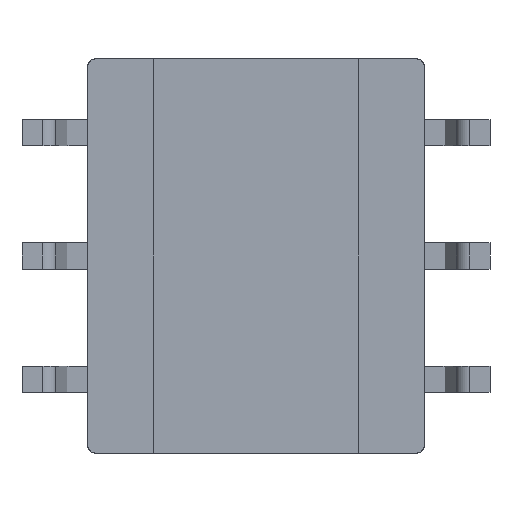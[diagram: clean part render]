
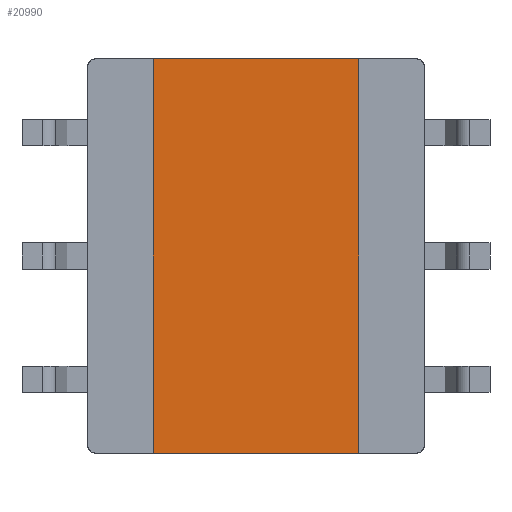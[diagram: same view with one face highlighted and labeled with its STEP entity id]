
A CAD part, front view. The second image highlights one B-rep face of the part: STEP entity #20990.
In plain terms, the highlighted free-form (B-spline) face has degree [1, 1] with [2, 2] control points.
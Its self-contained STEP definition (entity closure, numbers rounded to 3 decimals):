
#20990 = ADVANCED_FACE('',(#20991),#21005,.T.);
#20991 = FACE_BOUND('',#20992,.T.);
#20992 = EDGE_LOOP('',(#20993,#21015,#21030,#21045));
#20993 = ORIENTED_EDGE('',*,*,#20994,.T.);
#20994 = EDGE_CURVE('',#20995,#20997,#20999,.T.);
#20995 = VERTEX_POINT('',#20996);
#20996 = CARTESIAN_POINT('',(0.933,0.099,
    2.526));
#20997 = VERTEX_POINT('',#20998);
#20998 = CARTESIAN_POINT('',(0.933,0.099,
    14.716));
#20999 = SURFACE_CURVE('',#21000,(#21004),.PCURVE_S1.);
#21000 = LINE('',#21001,#21002);
#21001 = CARTESIAN_POINT('',(0.933,0.099,
    2.526));
#21002 = VECTOR('',#21003,1.);
#21003 = DIRECTION('',(0.,0.,1.));
#21004 = PCURVE('',#21005,#21010);
#21005 = B_SPLINE_SURFACE_WITH_KNOTS('',1,1,(
    (#21006,#21007)
    ,(#21008,#21009
    )),.UNSPECIFIED.,.F.,.F.,.F.,(2,2),(2,2),(0.,1.),(0.,1.),
  .PIECEWISE_BEZIER_KNOTS.);
#21006 = CARTESIAN_POINT('',(7.283,0.099,
    14.716));
#21007 = CARTESIAN_POINT('',(0.933,0.099,
    14.716));
#21008 = CARTESIAN_POINT('',(7.283,0.099,
    2.526));
#21009 = CARTESIAN_POINT('',(0.933,0.099,
    2.526));
#21010 = DEFINITIONAL_REPRESENTATION('',(#21011),#21014);
#21011 = B_SPLINE_CURVE_WITH_KNOTS('',1,(#21012,#21013),.UNSPECIFIED.,
  .F.,.F.,(2,2),(0.,12.19),.PIECEWISE_BEZIER_KNOTS.);
#21012 = CARTESIAN_POINT('',(1.,1.));
#21013 = CARTESIAN_POINT('',(0.,1.));
#21014 = ( GEOMETRIC_REPRESENTATION_CONTEXT(2) 
PARAMETRIC_REPRESENTATION_CONTEXT() REPRESENTATION_CONTEXT('2D SPACE',''
  ) );
#21015 = ORIENTED_EDGE('',*,*,#21016,.T.);
#21016 = EDGE_CURVE('',#20997,#21017,#21019,.T.);
#21017 = VERTEX_POINT('',#21018);
#21018 = CARTESIAN_POINT('',(7.283,0.099,
    14.716));
#21019 = SURFACE_CURVE('',#21020,(#21024),.PCURVE_S1.);
#21020 = LINE('',#21021,#21022);
#21021 = CARTESIAN_POINT('',(0.933,0.099,
    14.716));
#21022 = VECTOR('',#21023,1.);
#21023 = DIRECTION('',(1.,0.,0.));
#21024 = PCURVE('',#21005,#21025);
#21025 = DEFINITIONAL_REPRESENTATION('',(#21026),#21029);
#21026 = B_SPLINE_CURVE_WITH_KNOTS('',1,(#21027,#21028),.UNSPECIFIED.,
  .F.,.F.,(2,2),(0.,6.35),.PIECEWISE_BEZIER_KNOTS.);
#21027 = CARTESIAN_POINT('',(0.,1.));
#21028 = CARTESIAN_POINT('',(0.,0.));
#21029 = ( GEOMETRIC_REPRESENTATION_CONTEXT(2) 
PARAMETRIC_REPRESENTATION_CONTEXT() REPRESENTATION_CONTEXT('2D SPACE',''
  ) );
#21030 = ORIENTED_EDGE('',*,*,#21031,.T.);
#21031 = EDGE_CURVE('',#21017,#21032,#21034,.T.);
#21032 = VERTEX_POINT('',#21033);
#21033 = CARTESIAN_POINT('',(7.283,0.099,
    2.526));
#21034 = SURFACE_CURVE('',#21035,(#21039),.PCURVE_S1.);
#21035 = LINE('',#21036,#21037);
#21036 = CARTESIAN_POINT('',(7.283,0.099,
    14.716));
#21037 = VECTOR('',#21038,1.);
#21038 = DIRECTION('',(0.,0.,-1.));
#21039 = PCURVE('',#21005,#21040);
#21040 = DEFINITIONAL_REPRESENTATION('',(#21041),#21044);
#21041 = B_SPLINE_CURVE_WITH_KNOTS('',1,(#21042,#21043),.UNSPECIFIED.,
  .F.,.F.,(2,2),(0.,12.19),.PIECEWISE_BEZIER_KNOTS.);
#21042 = CARTESIAN_POINT('',(0.,0.));
#21043 = CARTESIAN_POINT('',(1.,0.));
#21044 = ( GEOMETRIC_REPRESENTATION_CONTEXT(2) 
PARAMETRIC_REPRESENTATION_CONTEXT() REPRESENTATION_CONTEXT('2D SPACE',''
  ) );
#21045 = ORIENTED_EDGE('',*,*,#21046,.T.);
#21046 = EDGE_CURVE('',#21032,#20995,#21047,.T.);
#21047 = SURFACE_CURVE('',#21048,(#21052),.PCURVE_S1.);
#21048 = LINE('',#21049,#21050);
#21049 = CARTESIAN_POINT('',(7.283,0.099,
    2.526));
#21050 = VECTOR('',#21051,1.);
#21051 = DIRECTION('',(-1.,0.,0.));
#21052 = PCURVE('',#21005,#21053);
#21053 = DEFINITIONAL_REPRESENTATION('',(#21054),#21057);
#21054 = B_SPLINE_CURVE_WITH_KNOTS('',1,(#21055,#21056),.UNSPECIFIED.,
  .F.,.F.,(2,2),(0.,6.35),.PIECEWISE_BEZIER_KNOTS.);
#21055 = CARTESIAN_POINT('',(1.,0.));
#21056 = CARTESIAN_POINT('',(1.,1.));
#21057 = ( GEOMETRIC_REPRESENTATION_CONTEXT(2) 
PARAMETRIC_REPRESENTATION_CONTEXT() REPRESENTATION_CONTEXT('2D SPACE',''
  ) );
